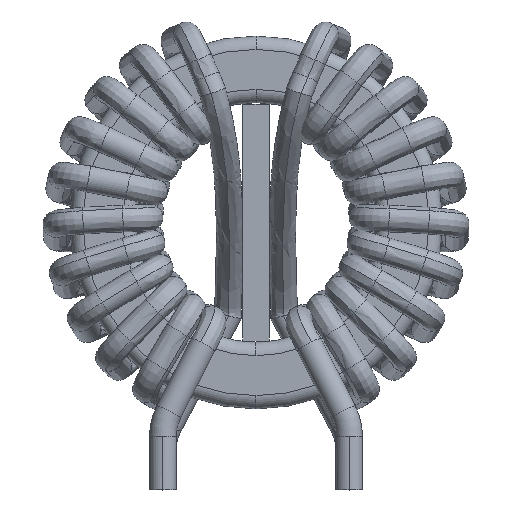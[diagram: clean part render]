
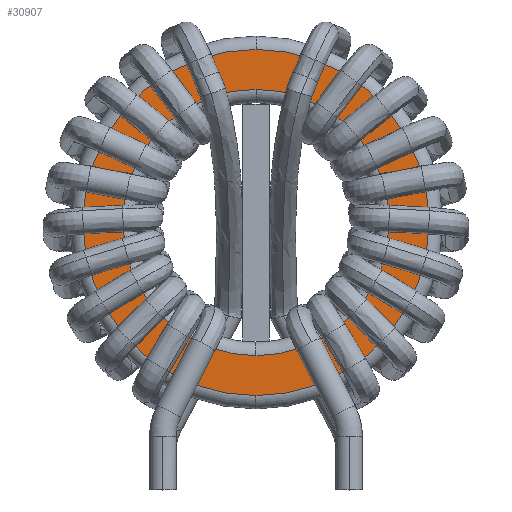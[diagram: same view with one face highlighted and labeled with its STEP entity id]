
A CAD part, left-side view. The second image highlights one B-rep face of the part: STEP entity #30907.
In plain terms, the highlighted face is planar.
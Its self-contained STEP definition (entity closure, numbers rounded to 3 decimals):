
#30741 = VERTEX_POINT('',#30742);
#30742 = CARTESIAN_POINT('',(3.705,0.,-1.425));
#30749 = EDGE_CURVE('',#30750,#30741,#30752,.T.);
#30750 = VERTEX_POINT('',#30751);
#30751 = CARTESIAN_POINT('',(-3.705,0.,-1.425));
#30752 = CIRCLE('',#30753,3.705);
#30753 = AXIS2_PLACEMENT_3D('',#30754,#30755,#30756);
#30754 = CARTESIAN_POINT('',(0.,0.,-1.425));
#30755 = DIRECTION('',(0.,0.,-1.));
#30756 = DIRECTION('',(-1.,0.,0.));
#30773 = EDGE_CURVE('',#30774,#30776,#30778,.T.);
#30774 = VERTEX_POINT('',#30775);
#30775 = CARTESIAN_POINT('',(2.85,0.,-1.425));
#30776 = VERTEX_POINT('',#30777);
#30777 = CARTESIAN_POINT('',(-2.85,0.,-1.425));
#30778 = CIRCLE('',#30779,2.85);
#30779 = AXIS2_PLACEMENT_3D('',#30780,#30781,#30782);
#30780 = CARTESIAN_POINT('',(0.,0.,-1.425));
#30781 = DIRECTION('',(0.,0.,1.));
#30782 = DIRECTION('',(-1.,0.,0.));
#30907 = ADVANCED_FACE('',(#30908,#30918),#30928,.T.);
#30908 = FACE_BOUND('',#30909,.T.);
#30909 = EDGE_LOOP('',(#30910,#30917));
#30910 = ORIENTED_EDGE('',*,*,#30911,.T.);
#30911 = EDGE_CURVE('',#30776,#30774,#30912,.T.);
#30912 = CIRCLE('',#30913,2.85);
#30913 = AXIS2_PLACEMENT_3D('',#30914,#30915,#30916);
#30914 = CARTESIAN_POINT('',(0.,0.,-1.425));
#30915 = DIRECTION('',(0.,0.,1.));
#30916 = DIRECTION('',(-1.,0.,0.));
#30917 = ORIENTED_EDGE('',*,*,#30773,.T.);
#30918 = FACE_BOUND('',#30919,.T.);
#30919 = EDGE_LOOP('',(#30920,#30921));
#30920 = ORIENTED_EDGE('',*,*,#30749,.T.);
#30921 = ORIENTED_EDGE('',*,*,#30922,.T.);
#30922 = EDGE_CURVE('',#30741,#30750,#30923,.T.);
#30923 = CIRCLE('',#30924,3.705);
#30924 = AXIS2_PLACEMENT_3D('',#30925,#30926,#30927);
#30925 = CARTESIAN_POINT('',(0.,0.,-1.425));
#30926 = DIRECTION('',(0.,0.,-1.));
#30927 = DIRECTION('',(-1.,0.,0.));
#30928 = PLANE('',#30929);
#30929 = AXIS2_PLACEMENT_3D('',#30930,#30931,#30932);
#30930 = CARTESIAN_POINT('',(2.565,0.,-1.425));
#30931 = DIRECTION('',(0.,0.,-1.));
#30932 = DIRECTION('',(-1.,0.,0.));
